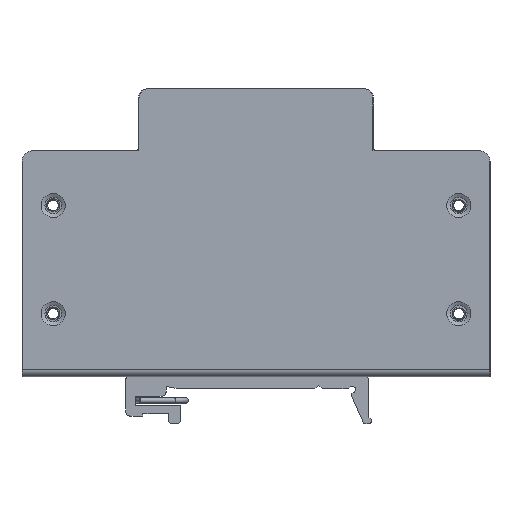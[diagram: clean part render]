
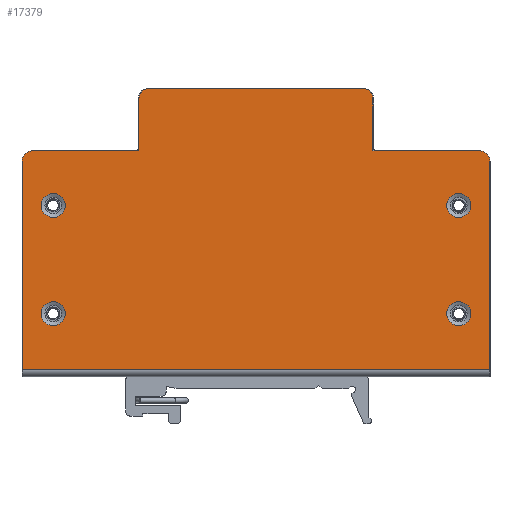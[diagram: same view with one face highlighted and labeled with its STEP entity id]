
A CAD part, left-side view. The second image highlights one B-rep face of the part: STEP entity #17379.
In plain terms, the highlighted planar face has unit normal (-1, 0, 0).
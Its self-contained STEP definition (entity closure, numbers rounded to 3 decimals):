
#609=FACE_BOUND('',#3334,.T.);
#610=FACE_BOUND('',#3335,.T.);
#611=FACE_BOUND('',#3336,.T.);
#612=FACE_BOUND('',#3337,.T.);
#1061=PLANE('',#18983);
#1914=FACE_OUTER_BOUND('',#3333,.T.);
#3333=EDGE_LOOP('',(#15910,#15911,#15912,#15913,#15914,#15915,#15916,#15917,
#15918,#15919,#15920,#15921));
#3334=EDGE_LOOP('',(#15922));
#3335=EDGE_LOOP('',(#15923));
#3336=EDGE_LOOP('',(#15924));
#3337=EDGE_LOOP('',(#15925));
#4048=CIRCLE('',#18913,2.31);
#4051=CIRCLE('',#18917,2.31);
#4054=CIRCLE('',#18921,2.31);
#4057=CIRCLE('',#18925,2.31);
#4099=CIRCLE('',#18984,2.);
#4100=CIRCLE('',#18985,2.);
#4101=CIRCLE('',#18986,2.);
#4102=CIRCLE('',#18987,2.);
#5767=LINE('',#37207,#7213);
#5772=LINE('',#37221,#7218);
#5773=LINE('',#37223,#7219);
#5774=LINE('',#37227,#7220);
#5775=LINE('',#37229,#7221);
#5776=LINE('',#37233,#7222);
#5777=LINE('',#37237,#7223);
#5778=LINE('',#37239,#7224);
#7213=VECTOR('',#23474,10.);
#7218=VECTOR('',#23491,10.);
#7219=VECTOR('',#23492,10.);
#7220=VECTOR('',#23495,10.);
#7221=VECTOR('',#23496,10.);
#7222=VECTOR('',#23499,10.);
#7223=VECTOR('',#23502,10.);
#7224=VECTOR('',#23503,10.);
#8742=VERTEX_POINT('',#37041);
#8745=VERTEX_POINT('',#37049);
#8748=VERTEX_POINT('',#37057);
#8751=VERTEX_POINT('',#37065);
#8806=VERTEX_POINT('',#37204);
#8807=VERTEX_POINT('',#37206);
#8810=VERTEX_POINT('',#37217);
#8811=VERTEX_POINT('',#37222);
#8812=VERTEX_POINT('',#37224);
#8813=VERTEX_POINT('',#37226);
#8814=VERTEX_POINT('',#37228);
#8815=VERTEX_POINT('',#37230);
#8816=VERTEX_POINT('',#37232);
#8817=VERTEX_POINT('',#37234);
#8818=VERTEX_POINT('',#37236);
#8819=VERTEX_POINT('',#37238);
#11114=EDGE_CURVE('',#8742,#8742,#4048,.T.);
#11118=EDGE_CURVE('',#8745,#8745,#4051,.T.);
#11122=EDGE_CURVE('',#8748,#8748,#4054,.T.);
#11126=EDGE_CURVE('',#8751,#8751,#4057,.T.);
#11197=EDGE_CURVE('',#8807,#8806,#5767,.T.);
#11205=EDGE_CURVE('',#8806,#8810,#5772,.T.);
#11206=EDGE_CURVE('',#8810,#8811,#5773,.T.);
#11207=EDGE_CURVE('',#8811,#8812,#4099,.T.);
#11208=EDGE_CURVE('',#8812,#8813,#5774,.T.);
#11209=EDGE_CURVE('',#8813,#8814,#5775,.T.);
#11210=EDGE_CURVE('',#8814,#8815,#4100,.T.);
#11211=EDGE_CURVE('',#8815,#8816,#5776,.T.);
#11212=EDGE_CURVE('',#8816,#8817,#4101,.T.);
#11213=EDGE_CURVE('',#8817,#8818,#5777,.T.);
#11214=EDGE_CURVE('',#8818,#8819,#5778,.T.);
#11215=EDGE_CURVE('',#8819,#8807,#4102,.T.);
#15910=ORIENTED_EDGE('',*,*,#11205,.T.);
#15911=ORIENTED_EDGE('',*,*,#11206,.T.);
#15912=ORIENTED_EDGE('',*,*,#11207,.T.);
#15913=ORIENTED_EDGE('',*,*,#11208,.T.);
#15914=ORIENTED_EDGE('',*,*,#11209,.T.);
#15915=ORIENTED_EDGE('',*,*,#11210,.T.);
#15916=ORIENTED_EDGE('',*,*,#11211,.T.);
#15917=ORIENTED_EDGE('',*,*,#11212,.T.);
#15918=ORIENTED_EDGE('',*,*,#11213,.T.);
#15919=ORIENTED_EDGE('',*,*,#11214,.T.);
#15920=ORIENTED_EDGE('',*,*,#11215,.T.);
#15921=ORIENTED_EDGE('',*,*,#11197,.T.);
#15922=ORIENTED_EDGE('',*,*,#11114,.T.);
#15923=ORIENTED_EDGE('',*,*,#11118,.T.);
#15924=ORIENTED_EDGE('',*,*,#11122,.T.);
#15925=ORIENTED_EDGE('',*,*,#11126,.T.);
#17379=ADVANCED_FACE('',(#1914,#609,#610,#611,#612),#1061,.T.);
#18913=AXIS2_PLACEMENT_3D('',#37042,#23309,#23310);
#18917=AXIS2_PLACEMENT_3D('',#37050,#23318,#23319);
#18921=AXIS2_PLACEMENT_3D('',#37058,#23327,#23328);
#18925=AXIS2_PLACEMENT_3D('',#37066,#23336,#23337);
#18983=AXIS2_PLACEMENT_3D('',#37220,#23489,#23490);
#18984=AXIS2_PLACEMENT_3D('',#37225,#23493,#23494);
#18985=AXIS2_PLACEMENT_3D('',#37231,#23497,#23498);
#18986=AXIS2_PLACEMENT_3D('',#37235,#23500,#23501);
#18987=AXIS2_PLACEMENT_3D('',#37240,#23504,#23505);
#23309=DIRECTION('center_axis',(1.,0.,0.));
#23310=DIRECTION('ref_axis',(0.,-1.,0.));
#23318=DIRECTION('center_axis',(1.,0.,0.));
#23319=DIRECTION('ref_axis',(0.,-1.,0.));
#23327=DIRECTION('center_axis',(1.,0.,0.));
#23328=DIRECTION('ref_axis',(0.,-1.,0.));
#23336=DIRECTION('center_axis',(1.,0.,0.));
#23337=DIRECTION('ref_axis',(0.,-1.,0.));
#23474=DIRECTION('',(0.,0.,1.));
#23489=DIRECTION('center_axis',(-1.,0.,0.));
#23490=DIRECTION('ref_axis',(0.,0.,
1.));
#23491=DIRECTION('',(0.,1.,0.));
#23492=DIRECTION('',(0.,0.,-1.));
#23493=DIRECTION('center_axis',(-1.,0.,0.));
#23494=DIRECTION('ref_axis',(0.,1.,0.));
#23495=DIRECTION('',(0.,-1.,0.));
#23496=DIRECTION('',(0.,0.,-1.));
#23497=DIRECTION('center_axis',(-1.,0.,0.));
#23498=DIRECTION('ref_axis',(0.,1.,0.));
#23499=DIRECTION('',(0.,-1.,0.));
#23500=DIRECTION('center_axis',(-1.,0.,0.));
#23501=DIRECTION('ref_axis',(0.,0.,
-1.));
#23502=DIRECTION('',(0.,0.,1.));
#23503=DIRECTION('',(0.,-1.,0.));
#23504=DIRECTION('center_axis',(-1.,0.,0.));
#23505=DIRECTION('ref_axis',(0.,0.,
-1.));
#37041=CARTESIAN_POINT('',(53.81,86.31,-31.932));
#37042=CARTESIAN_POINT('Origin',(53.81,84.,-31.932));
#37049=CARTESIAN_POINT('',(53.81,8.31,-11.132));
#37050=CARTESIAN_POINT('Origin',(53.81,6.,-11.132));
#37057=CARTESIAN_POINT('',(53.81,8.31,-31.932));
#37058=CARTESIAN_POINT('Origin',(53.81,6.,-31.932));
#37065=CARTESIAN_POINT('',(53.81,86.31,-11.132));
#37066=CARTESIAN_POINT('Origin',(53.81,84.,-11.132));
#37204=CARTESIAN_POINT('',(53.81,0.,-0.4));
#37206=CARTESIAN_POINT('',(53.81,0.,-40.432));
#37207=CARTESIAN_POINT('',(53.81,0.,-40.432));
#37217=CARTESIAN_POINT('',(53.81,90.,-0.4));
#37220=CARTESIAN_POINT('Origin',(53.81,45.,35.289));
#37221=CARTESIAN_POINT('',(53.81,22.5,-0.4));
#37222=CARTESIAN_POINT('',(53.81,90.,-40.432));
#37223=CARTESIAN_POINT('',(53.81,90.,111.01));
#37224=CARTESIAN_POINT('',(53.81,88.,-42.432));
#37225=CARTESIAN_POINT('Origin',(53.81,88.,-40.432));
#37226=CARTESIAN_POINT('',(53.81,67.5,-42.432));
#37227=CARTESIAN_POINT('',(53.81,88.,-42.432));
#37228=CARTESIAN_POINT('',(53.81,67.5,-52.432));
#37229=CARTESIAN_POINT('',(53.81,67.5,-42.432));
#37230=CARTESIAN_POINT('',(53.81,65.5,-54.432));
#37231=CARTESIAN_POINT('Origin',(53.81,65.5,-52.432));
#37232=CARTESIAN_POINT('',(53.81,24.5,-54.432));
#37233=CARTESIAN_POINT('',(53.81,65.5,-54.432));
#37234=CARTESIAN_POINT('',(53.81,22.5,-52.432));
#37235=CARTESIAN_POINT('Origin',(53.81,24.5,-52.432));
#37236=CARTESIAN_POINT('',(53.81,22.5,-42.432));
#37237=CARTESIAN_POINT('',(53.81,22.5,-52.432));
#37238=CARTESIAN_POINT('',(53.81,2.,-42.432));
#37239=CARTESIAN_POINT('',(53.81,22.5,-42.432));
#37240=CARTESIAN_POINT('Origin',(53.81,2.,-40.432));
